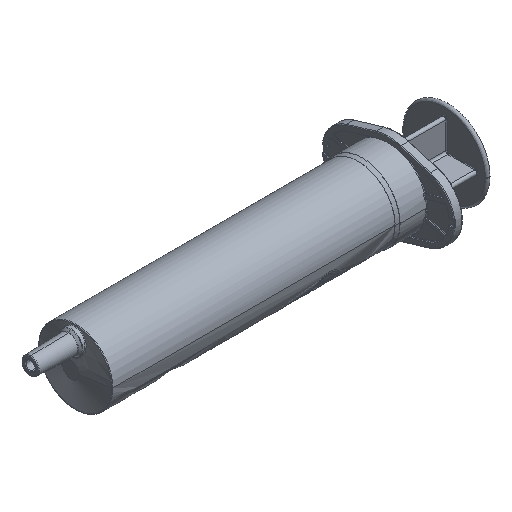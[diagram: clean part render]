
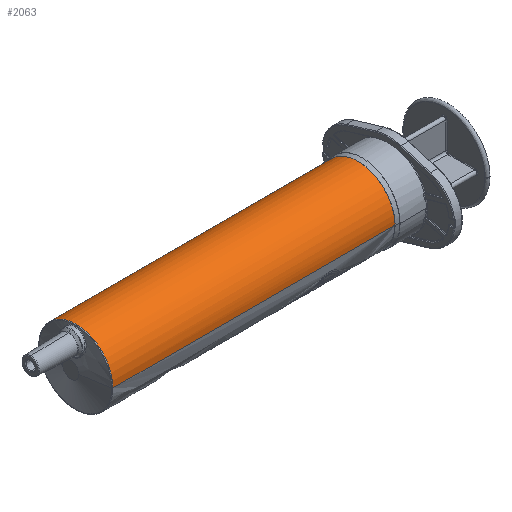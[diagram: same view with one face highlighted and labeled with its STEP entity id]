
A CAD part, isometric view. The second image highlights one B-rep face of the part: STEP entity #2063.
In plain terms, the highlighted free-form (B-spline) face has degree [2, 1] with [5, 2] control points.
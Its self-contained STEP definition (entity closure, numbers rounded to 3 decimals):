
#1994 = VERTEX_POINT('',#1995);
#1995 = CARTESIAN_POINT('',(1.63,11.493,0.));
#2002 = VERTEX_POINT('',#2003);
#2003 = CARTESIAN_POINT('',(1.63,-11.493,0.));
#2038 = EDGE_CURVE('',#2002,#1994,#2039,.T.);
#2039 = ( BOUNDED_CURVE() B_SPLINE_CURVE(2,(#2040,#2041,#2042,#2043,
#2044),.UNSPECIFIED.,.F.,.F.) B_SPLINE_CURVE_WITH_KNOTS((3,2,3),(0.,
1.571,3.142),.PIECEWISE_BEZIER_KNOTS.) CURVE() 
GEOMETRIC_REPRESENTATION_ITEM() RATIONAL_B_SPLINE_CURVE((1.,
0.707,1.,0.707,1.)) REPRESENTATION_ITEM('') );
#2040 = CARTESIAN_POINT('',(1.63,-11.493,0.));
#2041 = CARTESIAN_POINT('',(1.63,-11.493,
    11.493));
#2042 = CARTESIAN_POINT('',(1.63,0.,
    11.493));
#2043 = CARTESIAN_POINT('',(1.63,11.493,
    11.493));
#2044 = CARTESIAN_POINT('',(1.63,11.493,
    0.));
#2063 = ADVANCED_FACE('',(#2064),#2089,.T.);
#2064 = FACE_BOUND('',#2065,.T.);
#2065 = EDGE_LOOP('',(#2066,#2073,#2083,#2088));
#2066 = ORIENTED_EDGE('',*,*,#2067,.F.);
#2067 = EDGE_CURVE('',#2068,#2002,#2070,.T.);
#2068 = VERTEX_POINT('',#2069);
#2069 = CARTESIAN_POINT('',(89.391,-11.493,0.));
#2070 = B_SPLINE_CURVE_WITH_KNOTS('',1,(#2071,#2072),.UNSPECIFIED.,.F.,
  .F.,(2,2),(0.,66.053),
  .PIECEWISE_BEZIER_KNOTS.);
#2071 = CARTESIAN_POINT('',(89.391,-11.493,
    0.));
#2072 = CARTESIAN_POINT('',(1.63,-11.493,
    0.));
#2073 = ORIENTED_EDGE('',*,*,#2074,.F.);
#2074 = EDGE_CURVE('',#2075,#2068,#2077,.T.);
#2075 = VERTEX_POINT('',#2076);
#2076 = CARTESIAN_POINT('',(89.391,11.493,0.));
#2077 = ( BOUNDED_CURVE() B_SPLINE_CURVE(2,(#2078,#2079,#2080,#2081,
#2082),.UNSPECIFIED.,.F.,.F.) B_SPLINE_CURVE_WITH_KNOTS((3,2,3),(0.,
1.571,3.142),.PIECEWISE_BEZIER_KNOTS.) CURVE() 
GEOMETRIC_REPRESENTATION_ITEM() RATIONAL_B_SPLINE_CURVE((1.,
0.707,1.,0.707,1.)) REPRESENTATION_ITEM('') );
#2078 = CARTESIAN_POINT('',(89.391,11.493,0.));
#2079 = CARTESIAN_POINT('',(89.391,11.493,
    11.493));
#2080 = CARTESIAN_POINT('',(89.391,0.,
    11.493));
#2081 = CARTESIAN_POINT('',(89.391,-11.493,
    11.493));
#2082 = CARTESIAN_POINT('',(89.391,-11.493,
    0.));
#2083 = ORIENTED_EDGE('',*,*,#2084,.T.);
#2084 = EDGE_CURVE('',#2075,#1994,#2085,.T.);
#2085 = B_SPLINE_CURVE_WITH_KNOTS('',1,(#2086,#2087),.UNSPECIFIED.,.F.,
  .F.,(2,2),(0.,66.053),
  .PIECEWISE_BEZIER_KNOTS.);
#2086 = CARTESIAN_POINT('',(89.391,11.493,
    0.));
#2087 = CARTESIAN_POINT('',(1.63,11.493,
    0.));
#2088 = ORIENTED_EDGE('',*,*,#2038,.F.);
#2089 = ( BOUNDED_SURFACE() B_SPLINE_SURFACE(2,1,(
    (#2090,#2091)
    ,(#2092,#2093)
    ,(#2094,#2095)
    ,(#2096,#2097)
    ,(#2098,#2099
)),.UNSPECIFIED.,.F.,.F.,.F.) B_SPLINE_SURFACE_WITH_KNOTS((3,2,3),(2,2),
  (3.142,4.712,6.283),(5.042,
    71.095),.PIECEWISE_BEZIER_KNOTS.) 
GEOMETRIC_REPRESENTATION_ITEM() RATIONAL_B_SPLINE_SURFACE((
    (1.,1.)
    ,(0.707,0.707)
    ,(1.,1.)
    ,(0.707,0.707)
,(1.,1.))) REPRESENTATION_ITEM('') SURFACE() );
#2090 = CARTESIAN_POINT('',(1.63,11.493,
    0.));
#2091 = CARTESIAN_POINT('',(89.391,11.493,
    0.));
#2092 = CARTESIAN_POINT('',(1.63,11.493,
    11.493));
#2093 = CARTESIAN_POINT('',(89.391,11.493,
    11.493));
#2094 = CARTESIAN_POINT('',(1.63,0.,
    11.493));
#2095 = CARTESIAN_POINT('',(89.391,0.,
    11.493));
#2096 = CARTESIAN_POINT('',(1.63,-11.493,
    11.493));
#2097 = CARTESIAN_POINT('',(89.391,-11.493,
    11.493));
#2098 = CARTESIAN_POINT('',(1.63,-11.493,
    0.));
#2099 = CARTESIAN_POINT('',(89.391,-11.493,
    0.));
